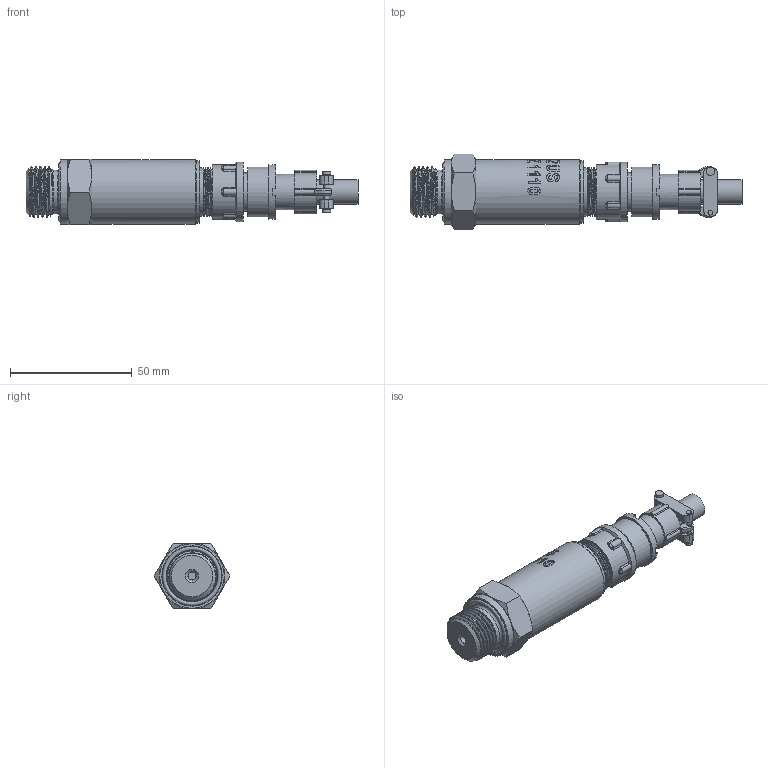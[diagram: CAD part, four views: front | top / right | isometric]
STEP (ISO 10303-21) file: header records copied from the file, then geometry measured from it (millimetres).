
FILE_DESCRIPTION(/* description */ (''),/* implementation_level */ '2;1');
FILE_NAME(/* name */ 'APZ1110_sqqqqqq_2RMDT.step',/* time_stamp */ '2021-08-03T13:53:45+03:00',/* author */ (''),/* organization */ (''),/* preprocessor_version */ 'ST-DEVELOPER v18.1',/* originating_system */ 'Autodesk Translation Framework v10.9.0.1377',/* authorisation */ '');
FILE_SCHEMA (('AUTOMOTIVE_DESIGN { 1 0 10303 214 3 1 1 }'));
Length unit declared in the file: millimetre
Products named in the file (5): АПЗ 1110 - filled; СТ063.000.083 (стакан 
с вальцем) v2; RMDT male v5; RMDT female v7; G1/2 DIN
Assembly tree (4 placements, depth 2):
  АПЗ 1110 - filled
    СТ063.000.083 (стакан 
с вальцем) v2
    RMDT male v5
    RMDT female v7
    G1/2 DIN
Bounding box: 136.42 x 31.18 x 27 mm (x, y, z)
Volume: 52201.6 mm3; surface area: 18991.3 mm2
Topology: 4 solids, 4 shells, 720 faces, 1861 edges, 1216 vertices
Faces by surface type: bspline 335, plane 186, cylinder 151, cone 24, torus 20, sphere 4
Full cylindrical faces by diameter (mm): 1 x4, 2 x20, 3.3 x1, 3.5 x2, 9 x1, 10 x1, 11 x1, 13 x1, 14.5 x1, 15 x1, 15.8 x1, 16 x2, 16.741 x2, 17.884 x2, 18 x2, 18.631 x4, 18.741 x8, 19.8 x1, 19.884 x9, 20 x1, 20.5 x1, 21.2 x1, 22.3 x1, 22.5 x2, 24.4 x1, 24.5 x3, 25.5 x1, 26.5 x1
Entity records: 36678 total; most frequent: CARTESIAN_POINT 21177, ORIENTED_EDGE 3714, DIRECTION 2198, EDGE_CURVE 1857, VERTEX_POINT 1216, EDGE_LOOP 801, B_SPLINE_CURVE_WITH_KNOTS 773, AXIS2_PLACEMENT_3D 744
